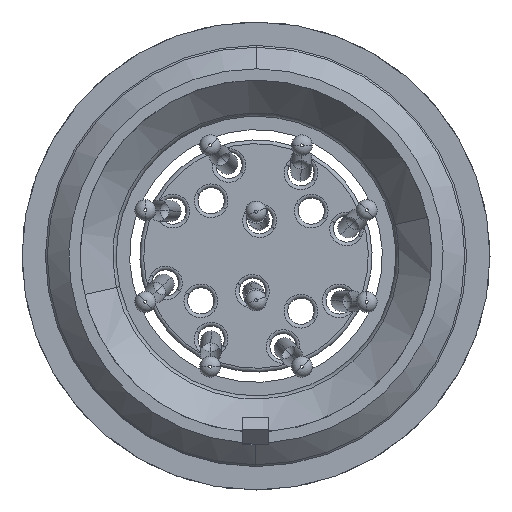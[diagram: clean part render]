
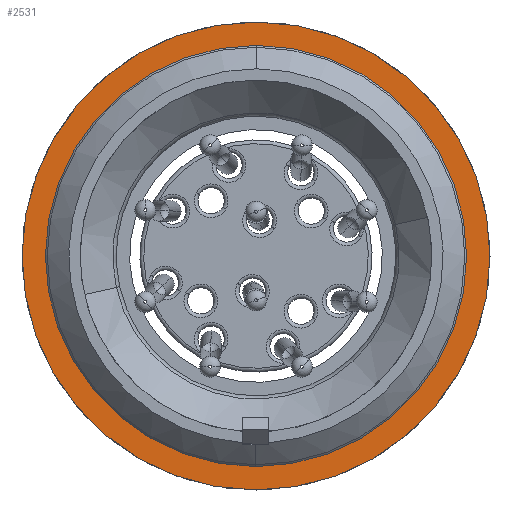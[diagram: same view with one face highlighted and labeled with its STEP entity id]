
A CAD part, front view. The second image highlights one B-rep face of the part: STEP entity #2531.
In plain terms, the highlighted planar face has unit normal (0, -1, 0).
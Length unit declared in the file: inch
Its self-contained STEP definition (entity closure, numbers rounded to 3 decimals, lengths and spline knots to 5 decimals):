
#2357 = EDGE_CURVE ( 'NONE', #2360, #2362, #6799, .T. ) ;
#2360 = VERTEX_POINT ( 'NONE', #6951 ) ;
#2362 = VERTEX_POINT ( 'NONE', #6984 ) ;
#2465 = VERTEX_POINT ( 'NONE', #7185 ) ;
#2472 = VERTEX_POINT ( 'NONE', #7184 ) ;
#2483 = EDGE_CURVE ( 'NONE', #2465, #2472, #7182, .T. ) ;
#2490 = EDGE_CURVE ( 'NONE', #2472, #2465, #7103, .T. ) ;
#2509 = ORIENTED_EDGE ( 'NONE', *, *, #2526, .T. ) ;
#2511 = ORIENTED_EDGE ( 'NONE', *, *, #2490, .F. ) ;
#2512 = EDGE_LOOP ( 'NONE', ( #2517, #2509 ) ) ;
#2517 = ORIENTED_EDGE ( 'NONE', *, *, #2357, .T. ) ;
#2526 = EDGE_CURVE ( 'NONE', #2362, #2360, #7213, .T. ) ;
#2531 = ADVANCED_FACE ( 'NONE', ( #7208, #7207 ), #7122, .T. ) ;
#2543 = EDGE_LOOP ( 'NONE', ( #2548, #2511 ) ) ;
#2548 = ORIENTED_EDGE ( 'NONE', *, *, #2483, .F. ) ;
#6754 = CARTESIAN_POINT ( 'NONE',  ( 0.172, 0.36099, 0.26758 ) ) ;
#6787 = AXIS2_PLACEMENT_3D ( 'NONE', #6754, #6889, #6884 ) ;
#6799 = CIRCLE ( 'NONE', #6787, 0.5425 ) ;
#6884 = DIRECTION ( 'NONE',  ( 0.004, 0., 1. ) ) ;
#6889 = DIRECTION ( 'NONE',  ( 0., 1., 0. ) ) ;
#6951 = CARTESIAN_POINT ( 'NONE',  ( 0.17392, 0.36099, 0.81008 ) ) ;
#6984 = CARTESIAN_POINT ( 'NONE',  ( 0.17009, 0.36099, -0.27491 ) ) ;
#7100 = DIRECTION ( 'NONE',  ( 0.004, 0., 1. ) ) ;
#7101 = DIRECTION ( 'NONE',  ( 0., 1., 0. ) ) ;
#7102 = AXIS2_PLACEMENT_3D ( 'NONE', #7108, #7101, #7100 ) ;
#7103 = CIRCLE ( 'NONE', #7102, 0.625 ) ;
#7108 = CARTESIAN_POINT ( 'NONE',  ( 0.172, 0.36099, 0.26758 ) ) ;
#7118 = DIRECTION ( 'NONE',  ( -0.004, 0., -1. ) ) ;
#7119 = DIRECTION ( 'NONE',  ( 0., -1., 0. ) ) ;
#7120 = CARTESIAN_POINT ( 'NONE',  ( 0.17392, 0.36099, 0.81008 ) ) ;
#7121 = AXIS2_PLACEMENT_3D ( 'NONE', #7120, #7119, #7118 ) ;
#7122 = PLANE ( 'NONE',  #7121 ) ;
#7178 = DIRECTION ( 'NONE',  ( 0.004, 0., 1. ) ) ;
#7179 = DIRECTION ( 'NONE',  ( 0., 1., 0. ) ) ;
#7180 = CARTESIAN_POINT ( 'NONE',  ( 0.172, 0.36099, 0.26758 ) ) ;
#7181 = AXIS2_PLACEMENT_3D ( 'NONE', #7180, #7179, #7178 ) ;
#7182 = CIRCLE ( 'NONE', #7181, 0.625 ) ;
#7184 = CARTESIAN_POINT ( 'NONE',  ( 0.16979, 0.36099, -0.35741 ) ) ;
#7185 = CARTESIAN_POINT ( 'NONE',  ( 0.17421, 0.36099, 0.89258 ) ) ;
#7207 = FACE_OUTER_BOUND ( 'NONE', #2543, .T. ) ;
#7208 = FACE_BOUND ( 'NONE', #2512, .T. ) ;
#7210 = DIRECTION ( 'NONE',  ( 0.004, 0., 1. ) ) ;
#7211 = DIRECTION ( 'NONE',  ( 0., 1., 0. ) ) ;
#7212 = AXIS2_PLACEMENT_3D ( 'NONE', #7218, #7211, #7210 ) ;
#7213 = CIRCLE ( 'NONE', #7212, 0.5425 ) ;
#7218 = CARTESIAN_POINT ( 'NONE',  ( 0.172, 0.36099, 0.26758 ) ) ;
